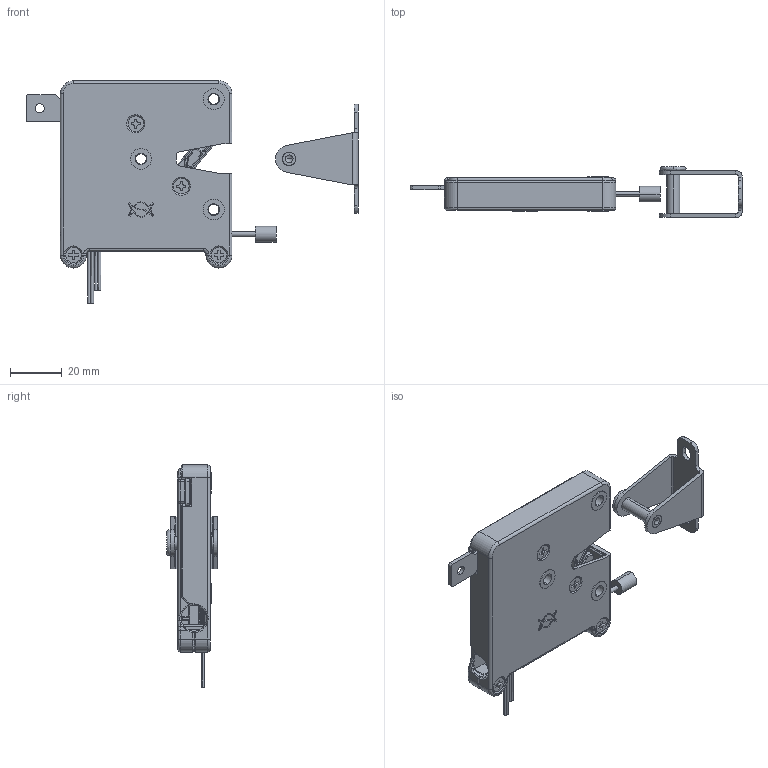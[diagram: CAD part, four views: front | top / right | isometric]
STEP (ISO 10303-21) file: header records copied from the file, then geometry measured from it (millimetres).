
FILE_DESCRIPTION( (''), '2;1');
FILE_NAME ('PC50.14448.LD_0044_28624.stp','2021-03-08T14:00:14',(''),(''),'spGate 17.5.1','','');
FILE_SCHEMA (('AUTOMOTIVE_DESIGN'));
Length unit declared in the file: millimetre
Products named in the file (3): Assembly; LD-0044(本体); LD-0044(キーパー)
Assembly tree (2 placements, depth 2):
  Assembly
    LD-0044(本体)
    LD-0044(キーパー)
Bounding box: 127.75 x 19.6 x 85.5 mm (x, y, z)
Volume: 27148.2 mm3; surface area: 30735.3 mm2
Topology: 2 solids, 2 shells, 2173 faces, 5908 edges, 3715 vertices
Faces by surface type: plane 1208, cylinder 598, bspline 284, sphere 83
Entity records: 122240 total; most frequent: CARTESIAN_POINT 22711, ORIENTED_EDGE 11678, DIRECTION 10561, COLOUR_RGB 8014, PRESENTATION_STYLE_ASSIGNMENT 8014, STYLED_ITEM 8014, EDGE_CURVE 5839, DRAUGHTING_PRE_DEFINED_CURVE_FONT 5839
